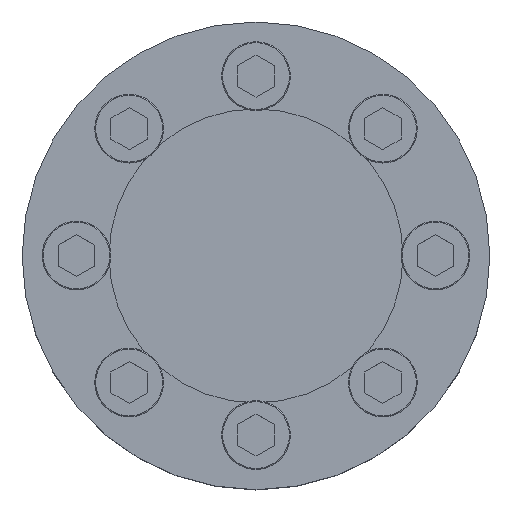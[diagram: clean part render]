
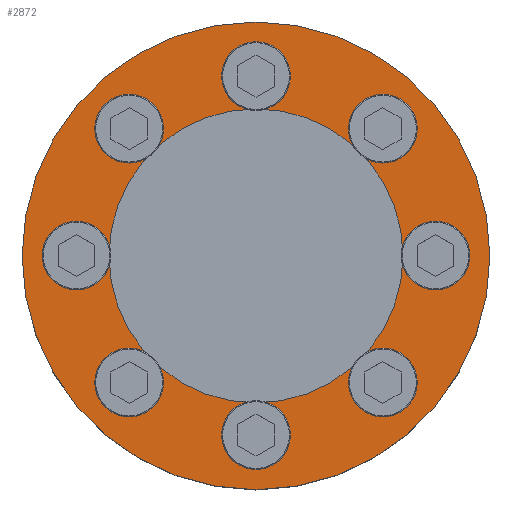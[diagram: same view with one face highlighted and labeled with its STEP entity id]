
A CAD part, top view. The second image highlights one B-rep face of the part: STEP entity #2872.
In plain terms, the highlighted planar face has unit normal (0, 0, 1).
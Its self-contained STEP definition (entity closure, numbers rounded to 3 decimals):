
#621=PLANE('',#3102);
#828=ORIENTED_EDGE('',*,*,#1519,.F.);
#829=ORIENTED_EDGE('',*,*,#1511,.F.);
#830=ORIENTED_EDGE('',*,*,#1509,.F.);
#831=ORIENTED_EDGE('',*,*,#1513,.F.);
#832=ORIENTED_EDGE('',*,*,#1507,.F.);
#833=ORIENTED_EDGE('',*,*,#1515,.F.);
#834=ORIENTED_EDGE('',*,*,#1517,.F.);
#835=ORIENTED_EDGE('',*,*,#1505,.F.);
#836=ORIENTED_EDGE('',*,*,#1503,.F.);
#837=ORIENTED_EDGE('',*,*,#1522,.T.);
#1503=EDGE_CURVE('',#1875,#1875,#2151,.T.);
#1505=EDGE_CURVE('',#1877,#1877,#2153,.T.);
#1507=EDGE_CURVE('',#1879,#1879,#2155,.T.);
#1509=EDGE_CURVE('',#1881,#1881,#2157,.T.);
#1511=EDGE_CURVE('',#1883,#1883,#2159,.T.);
#1513=EDGE_CURVE('',#1885,#1885,#2161,.T.);
#1515=EDGE_CURVE('',#1887,#1887,#2163,.T.);
#1517=EDGE_CURVE('',#1889,#1889,#2165,.T.);
#1519=EDGE_CURVE('',#1891,#1891,#2167,.T.);
#1522=EDGE_CURVE('',#1894,#1894,#2170,.T.);
#1875=VERTEX_POINT('',#4207);
#1877=VERTEX_POINT('',#4212);
#1879=VERTEX_POINT('',#4217);
#1881=VERTEX_POINT('',#4222);
#1883=VERTEX_POINT('',#4227);
#1885=VERTEX_POINT('',#4232);
#1887=VERTEX_POINT('',#4237);
#1889=VERTEX_POINT('',#4242);
#1891=VERTEX_POINT('',#4247);
#1894=VERTEX_POINT('',#4254);
#2151=CIRCLE('',#3072,12.);
#2153=CIRCLE('',#3075,12.);
#2155=CIRCLE('',#3078,12.);
#2157=CIRCLE('',#3081,12.);
#2159=CIRCLE('',#3084,12.);
#2161=CIRCLE('',#3087,12.);
#2163=CIRCLE('',#3090,12.);
#2165=CIRCLE('',#3093,12.);
#2167=CIRCLE('',#3096,77.);
#2170=CIRCLE('',#3100,122.5);
#2264=EDGE_LOOP('',(#828));
#2265=EDGE_LOOP('',(#829));
#2266=EDGE_LOOP('',(#830));
#2267=EDGE_LOOP('',(#831));
#2268=EDGE_LOOP('',(#832));
#2269=EDGE_LOOP('',(#833));
#2270=EDGE_LOOP('',(#834));
#2271=EDGE_LOOP('',(#835));
#2272=EDGE_LOOP('',(#836));
#2273=EDGE_LOOP('',(#837));
#2560=FACE_BOUND('',#2264,.T.);
#2561=FACE_BOUND('',#2265,.T.);
#2562=FACE_BOUND('',#2266,.T.);
#2563=FACE_BOUND('',#2267,.T.);
#2564=FACE_BOUND('',#2268,.T.);
#2565=FACE_BOUND('',#2269,.T.);
#2566=FACE_BOUND('',#2270,.T.);
#2567=FACE_BOUND('',#2271,.T.);
#2568=FACE_BOUND('',#2272,.T.);
#2569=FACE_BOUND('',#2273,.T.);
#2872=ADVANCED_FACE('',(#2560,#2561,#2562,#2563,#2564,#2565,#2566,#2567,
#2568,#2569),#621,.T.);
#3072=AXIS2_PLACEMENT_3D('',#4206,#3356,#3357);
#3075=AXIS2_PLACEMENT_3D('',#4211,#3362,#3363);
#3078=AXIS2_PLACEMENT_3D('',#4216,#3368,#3369);
#3081=AXIS2_PLACEMENT_3D('',#4221,#3374,#3375);
#3084=AXIS2_PLACEMENT_3D('',#4226,#3380,#3381);
#3087=AXIS2_PLACEMENT_3D('',#4231,#3386,#3387);
#3090=AXIS2_PLACEMENT_3D('',#4236,#3392,#3393);
#3093=AXIS2_PLACEMENT_3D('',#4241,#3398,#3399);
#3096=AXIS2_PLACEMENT_3D('',#4246,#3404,#3405);
#3100=AXIS2_PLACEMENT_3D('',#4253,#3412,#3413);
#3102=AXIS2_PLACEMENT_3D('',#4352,#3464,#3465);
#3356=DIRECTION('',(0.,0.,1.));
#3357=DIRECTION('',(1.,0.,0.));
#3362=DIRECTION('',(0.,0.,1.));
#3363=DIRECTION('',(1.,0.,0.));
#3368=DIRECTION('',(0.,0.,1.));
#3369=DIRECTION('',(1.,0.,0.));
#3374=DIRECTION('',(0.,0.,1.));
#3375=DIRECTION('',(1.,0.,0.));
#3380=DIRECTION('',(0.,0.,1.));
#3381=DIRECTION('',(1.,0.,0.));
#3386=DIRECTION('',(0.,0.,1.));
#3387=DIRECTION('',(1.,0.,0.));
#3392=DIRECTION('',(0.,0.,1.));
#3393=DIRECTION('',(1.,0.,0.));
#3398=DIRECTION('',(0.,0.,1.));
#3399=DIRECTION('',(1.,0.,0.));
#3404=DIRECTION('',(0.,0.,1.));
#3405=DIRECTION('',(1.,0.,0.));
#3412=DIRECTION('',(0.,0.,1.));
#3413=DIRECTION('',(1.,0.,0.));
#3464=DIRECTION('',(0.,0.,1.));
#3465=DIRECTION('',(1.,0.,0.));
#4206=CARTESIAN_POINT('',(94.,0.,2.));
#4207=CARTESIAN_POINT('',(106.,0.,2.));
#4211=CARTESIAN_POINT('',(66.468,-66.468,2.));
#4212=CARTESIAN_POINT('',(78.468,-66.468,2.));
#4216=CARTESIAN_POINT('',(0.,-94.,2.));
#4217=CARTESIAN_POINT('',(12.,-94.,2.));
#4221=CARTESIAN_POINT('',(-66.468,-66.468,2.));
#4222=CARTESIAN_POINT('',(-54.468,-66.468,2.));
#4226=CARTESIAN_POINT('',(-94.,0.,2.));
#4227=CARTESIAN_POINT('',(-82.,0.,2.));
#4231=CARTESIAN_POINT('',(-66.468,66.468,2.));
#4232=CARTESIAN_POINT('',(-54.468,66.468,2.));
#4236=CARTESIAN_POINT('',(0.,94.,2.));
#4237=CARTESIAN_POINT('',(12.,94.,2.));
#4241=CARTESIAN_POINT('',(66.468,66.468,2.));
#4242=CARTESIAN_POINT('',(78.468,66.468,2.));
#4246=CARTESIAN_POINT('',(0.,0.,2.));
#4247=CARTESIAN_POINT('',(77.,0.,2.));
#4253=CARTESIAN_POINT('',(0.,0.,2.));
#4254=CARTESIAN_POINT('',(122.5,0.,2.));
#4352=CARTESIAN_POINT('',(0.,0.,2.));
